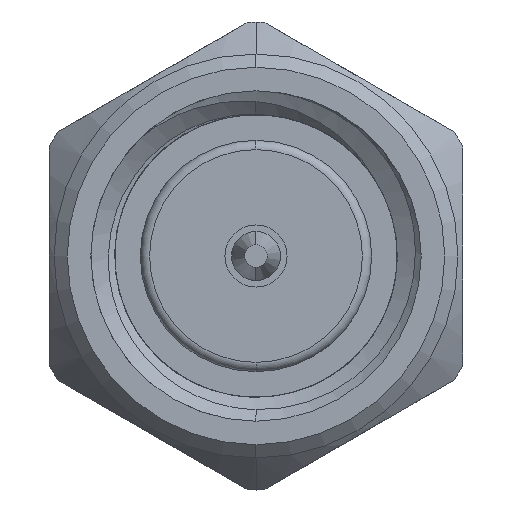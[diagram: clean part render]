
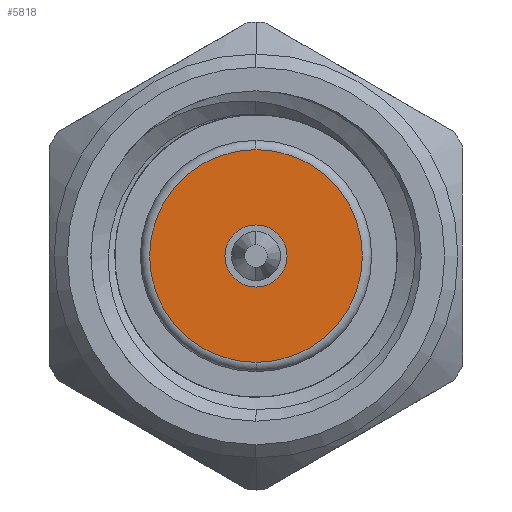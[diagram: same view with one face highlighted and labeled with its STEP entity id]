
A CAD part, left-side view. The second image highlights one B-rep face of the part: STEP entity #5818.
In plain terms, the highlighted planar face has unit normal (-1, 0, 0).
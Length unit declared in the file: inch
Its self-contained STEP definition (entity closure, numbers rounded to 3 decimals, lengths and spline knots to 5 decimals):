
#421 = PLANE ( 'NONE',  #1242 ) ;
#487 = EDGE_LOOP ( 'NONE', ( #5028, #5332 ) ) ;
#565 = CARTESIAN_POINT ( 'NONE',  ( 0.1, 0., 0. ) ) ;
#602 = CIRCLE ( 'NONE', #4007, 0.0805 ) ;
#852 = CARTESIAN_POINT ( 'NONE',  ( 0.1, 0., -0.0235 ) ) ;
#924 = DIRECTION ( 'NONE',  ( 0., 1., 0. ) ) ;
#1242 = AXIS2_PLACEMENT_3D ( 'NONE', #4470, #2503, #924 ) ;
#1444 = EDGE_CURVE ( 'NONE', #3710, #4584, #1788, .T. ) ;
#1529 = EDGE_CURVE ( 'NONE', #4584, #3710, #4550, .T. ) ;
#1576 = EDGE_CURVE ( 'NONE', #4637, #5384, #602, .T. ) ;
#1788 = CIRCLE ( 'NONE', #5506, 0.0235 ) ;
#2135 = EDGE_LOOP ( 'NONE', ( #2422, #3519 ) ) ;
#2233 = CARTESIAN_POINT ( 'NONE',  ( 0.1, 0., 0.0805 ) ) ;
#2422 = ORIENTED_EDGE ( 'NONE', *, *, #5729, .T. ) ;
#2435 = FACE_BOUND ( 'NONE', #487, .T. ) ;
#2503 = DIRECTION ( 'NONE',  ( 1., 0., 0. ) ) ;
#2646 = DIRECTION ( 'NONE',  ( 0., 0., -1. ) ) ;
#2962 = FACE_OUTER_BOUND ( 'NONE', #2135, .T. ) ;
#3144 = CARTESIAN_POINT ( 'NONE',  ( 0.1, 0., 0. ) ) ;
#3182 = DIRECTION ( 'NONE',  ( 0., 0., -1. ) ) ;
#3321 = CARTESIAN_POINT ( 'NONE',  ( 0.1, 0., 0.0235 ) ) ;
#3374 = DIRECTION ( 'NONE',  ( 0., 0., -1. ) ) ;
#3519 = ORIENTED_EDGE ( 'NONE', *, *, #1576, .T. ) ;
#3710 = VERTEX_POINT ( 'NONE', #852 ) ;
#3725 = DIRECTION ( 'NONE',  ( -1., 0., 0. ) ) ;
#3762 = DIRECTION ( 'NONE',  ( -1., 0., 0. ) ) ;
#3883 = CARTESIAN_POINT ( 'NONE',  ( 0.1, 0., 0. ) ) ;
#4007 = AXIS2_PLACEMENT_3D ( 'NONE', #565, #3725, #5767 ) ;
#4257 = CARTESIAN_POINT ( 'NONE',  ( 0.1, 0., 0. ) ) ;
#4470 = CARTESIAN_POINT ( 'NONE',  ( 0.1, 0., 0. ) ) ;
#4550 = CIRCLE ( 'NONE', #6382, 0.0235 ) ;
#4584 = VERTEX_POINT ( 'NONE', #3321 ) ;
#4637 = VERTEX_POINT ( 'NONE', #2233 ) ;
#4751 = CARTESIAN_POINT ( 'NONE',  ( 0.1, 0., -0.0805 ) ) ;
#5028 = ORIENTED_EDGE ( 'NONE', *, *, #1444, .F. ) ;
#5332 = ORIENTED_EDGE ( 'NONE', *, *, #1529, .F. ) ;
#5384 = VERTEX_POINT ( 'NONE', #4751 ) ;
#5385 = DIRECTION ( 'NONE',  ( -1., 0., 0. ) ) ;
#5506 = AXIS2_PLACEMENT_3D ( 'NONE', #3144, #3762, #2646 ) ;
#5598 = CIRCLE ( 'NONE', #6464, 0.0805 ) ;
#5729 = EDGE_CURVE ( 'NONE', #5384, #4637, #5598, .T. ) ;
#5767 = DIRECTION ( 'NONE',  ( 0., 0., -1. ) ) ;
#5800 = DIRECTION ( 'NONE',  ( -1., 0., 0. ) ) ;
#5818 = ADVANCED_FACE ( 'NONE', ( #2435, #2962 ), #421, .F. ) ;
#6382 = AXIS2_PLACEMENT_3D ( 'NONE', #4257, #5800, #3182 ) ;
#6464 = AXIS2_PLACEMENT_3D ( 'NONE', #3883, #5385, #3374 ) ;
